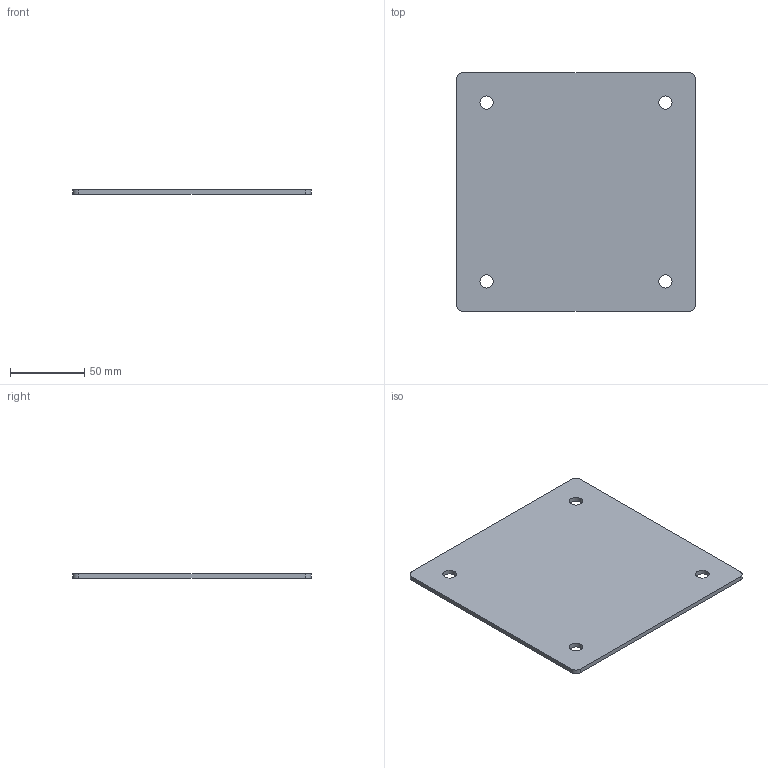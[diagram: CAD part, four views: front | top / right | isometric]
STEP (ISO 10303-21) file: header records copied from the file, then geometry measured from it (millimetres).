
FILE_DESCRIPTION(/* description */ ('KriTec Abdeckkappe 8 160x160 St, grau ähnl. RAL 7042 inkl. Befestigungssatz'),/* implementation_level */ '2;1');
FILE_NAME(/* name */ '13917_KriTec_Abdeckkappe_8_160x160_grau_aehnl_RAL_7042_inkl_Bef.stp',/* time_stamp */ '2022-08-16T10:40:08+02:00',/* author */ ('Nell'),/* organization */ (''),/* preprocessor_version */ 'ST-DEVELOPER v17',/* originating_system */ 'Autodesk Inventor 2018',/* authorisation */ '');
FILE_SCHEMA (('AUTOMOTIVE_DESIGN { 1 0 10303 214 3 1 1 }'));
Length unit declared in the file: millimetre
Products named in the file (1): 13917
Bounding box: 160 x 160 x 3 mm (x, y, z)
Volume: 75995.4 mm3; surface area: 52902.3 mm2
Topology: 1 solids, 1 shells, 14 faces, 40 edges, 28 vertices
Faces by surface type: cylinder 8, plane 6
Full cylindrical faces by diameter (mm): 9 x4
Entity records: 531 total; most frequent: DIRECTION 90, CARTESIAN_POINT 83, ORIENTED_EDGE 80, EDGE_CURVE 40, AXIS2_PLACEMENT_3D 35, VERTEX_POINT 28, EDGE_LOOP 22, LINE 20
